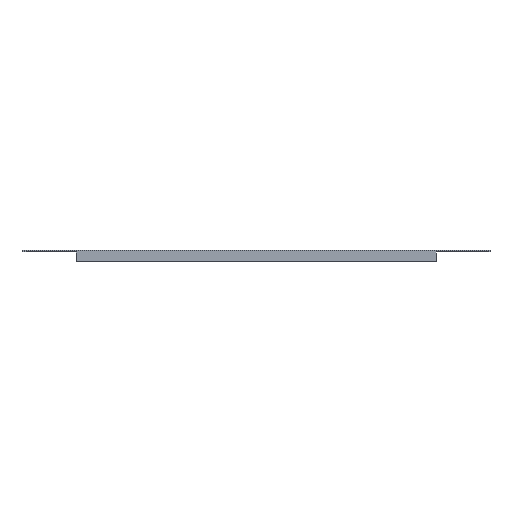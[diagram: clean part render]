
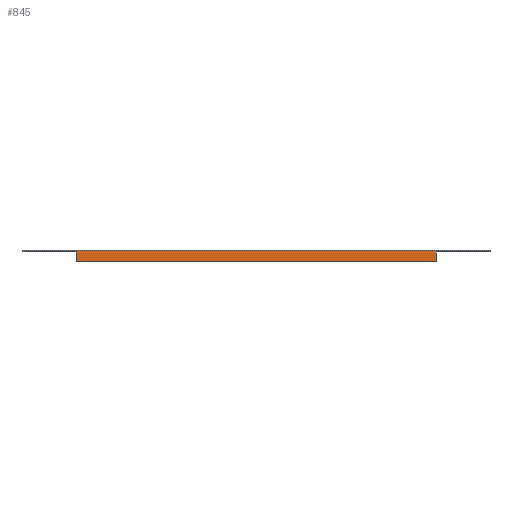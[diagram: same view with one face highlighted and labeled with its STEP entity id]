
A CAD part, front view. The second image highlights one B-rep face of the part: STEP entity #845.
In plain terms, the highlighted planar face has unit normal (0, -1, 0).
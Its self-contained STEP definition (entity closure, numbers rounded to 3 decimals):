
#10 = EDGE_CURVE ( 'NONE', #169, #304, #670, .T. ) ;
#30 = EDGE_CURVE ( 'NONE', #638, #465, #660, .T. ) ;
#46 = FACE_OUTER_BOUND ( 'NONE', #194, .T. ) ;
#101 = ORIENTED_EDGE ( 'NONE', *, *, #640, .T. ) ;
#148 = VERTEX_POINT ( 'NONE', #565 ) ;
#169 = VERTEX_POINT ( 'NONE', #178 ) ;
#178 = CARTESIAN_POINT ( 'NONE',  ( 130., -74.5, 1. ) ) ;
#194 = EDGE_LOOP ( 'NONE', ( #503, #292, #476, #775, #1110, #937, #337, #101 ) ) ;
#219 = DIRECTION ( 'NONE',  ( 0., 0., -1. ) ) ;
#221 = LINE ( 'NONE', #1077, #235 ) ;
#235 = VECTOR ( 'NONE', #1076, 1000. ) ;
#247 = EDGE_CURVE ( 'NONE', #638, #528, #316, .T. ) ;
#249 = EDGE_CURVE ( 'NONE', #465, #304, #314, .T. ) ;
#266 = CARTESIAN_POINT ( 'NONE',  ( 100., -74.5, -5.5 ) ) ;
#272 = CARTESIAN_POINT ( 'NONE',  ( -130., -74.5, 1. ) ) ;
#273 = VERTEX_POINT ( 'NONE', #778 ) ;
#284 = CARTESIAN_POINT ( 'NONE',  ( 100., -74.5, -5.5 ) ) ;
#292 = ORIENTED_EDGE ( 'NONE', *, *, #581, .F. ) ;
#295 = VECTOR ( 'NONE', #1130, 1000. ) ;
#304 = VERTEX_POINT ( 'NONE', #602 ) ;
#306 = VECTOR ( 'NONE', #399, 1000. ) ;
#314 = LINE ( 'NONE', #412, #295 ) ;
#316 = LINE ( 'NONE', #284, #306 ) ;
#330 = CARTESIAN_POINT ( 'NONE',  ( -130., -74.5, 0. ) ) ;
#333 = VERTEX_POINT ( 'NONE', #330 ) ;
#337 = ORIENTED_EDGE ( 'NONE', *, *, #513, .F. ) ;
#357 = CARTESIAN_POINT ( 'NONE',  ( 100., -74.5, -5.5 ) ) ;
#399 = DIRECTION ( 'NONE',  ( -1., 0., 0. ) ) ;
#412 = CARTESIAN_POINT ( 'NONE',  ( -130., -74.5, 0. ) ) ;
#443 = VECTOR ( 'NONE', #219, 1000. ) ;
#465 = VERTEX_POINT ( 'NONE', #810 ) ;
#476 = ORIENTED_EDGE ( 'NONE', *, *, #247, .F. ) ;
#489 = LINE ( 'NONE', #272, #443 ) ;
#503 = ORIENTED_EDGE ( 'NONE', *, *, #736, .T. ) ;
#507 = CARTESIAN_POINT ( 'NONE',  ( -100., -74.5, -5.5 ) ) ;
#513 = EDGE_CURVE ( 'NONE', #148, #169, #750, .T. ) ;
#525 = DIRECTION ( 'NONE',  ( 0., 0., 1. ) ) ;
#528 = VERTEX_POINT ( 'NONE', #572 ) ;
#565 = CARTESIAN_POINT ( 'NONE',  ( -130., -74.5, 1. ) ) ;
#572 = CARTESIAN_POINT ( 'NONE',  ( -100., -74.5, -5.5 ) ) ;
#578 = VECTOR ( 'NONE', #525, 1000. ) ;
#581 = EDGE_CURVE ( 'NONE', #528, #273, #656, .T. ) ;
#602 = CARTESIAN_POINT ( 'NONE',  ( 130., -74.5, 0. ) ) ;
#638 = VERTEX_POINT ( 'NONE', #266 ) ;
#640 = EDGE_CURVE ( 'NONE', #148, #333, #489, .T. ) ;
#650 = CARTESIAN_POINT ( 'NONE',  ( 130., -74.5, 1. ) ) ;
#656 = LINE ( 'NONE', #507, #578 ) ;
#658 = CARTESIAN_POINT ( 'NONE',  ( -130., -74.5, 1. ) ) ;
#660 = LINE ( 'NONE', #357, #682 ) ;
#661 = VECTOR ( 'NONE', #920, 1000. ) ;
#670 = LINE ( 'NONE', #650, #661 ) ;
#682 = VECTOR ( 'NONE', #1040, 1000. ) ;
#704 = DIRECTION ( 'NONE',  ( 1., 0., 0. ) ) ;
#706 = VECTOR ( 'NONE', #704, 1000. ) ;
#736 = EDGE_CURVE ( 'NONE', #333, #273, #221, .T. ) ;
#750 = LINE ( 'NONE', #658, #706 ) ;
#775 = ORIENTED_EDGE ( 'NONE', *, *, #30, .T. ) ;
#778 = CARTESIAN_POINT ( 'NONE',  ( -100., -74.5, 0. ) ) ;
#810 = CARTESIAN_POINT ( 'NONE',  ( 100., -74.5, 0. ) ) ;
#845 = ADVANCED_FACE ( 'NONE', ( #46 ), #989, .F. ) ;
#920 = DIRECTION ( 'NONE',  ( 0., 0., -1. ) ) ;
#927 = AXIS2_PLACEMENT_3D ( 'NONE', #1060, #994, #986 ) ;
#937 = ORIENTED_EDGE ( 'NONE', *, *, #10, .F. ) ;
#986 = DIRECTION ( 'NONE',  ( -1., 0., 0. ) ) ;
#989 = PLANE ( 'NONE',  #927 ) ;
#994 = DIRECTION ( 'NONE',  ( 0., 1., 0. ) ) ;
#1040 = DIRECTION ( 'NONE',  ( 0., 0., 1. ) ) ;
#1060 = CARTESIAN_POINT ( 'NONE',  ( -130., -74.5, 1. ) ) ;
#1076 = DIRECTION ( 'NONE',  ( 1., 0., 0. ) ) ;
#1077 = CARTESIAN_POINT ( 'NONE',  ( -130., -74.5, 0. ) ) ;
#1110 = ORIENTED_EDGE ( 'NONE', *, *, #249, .T. ) ;
#1130 = DIRECTION ( 'NONE',  ( 1., 0., 0. ) ) ;
